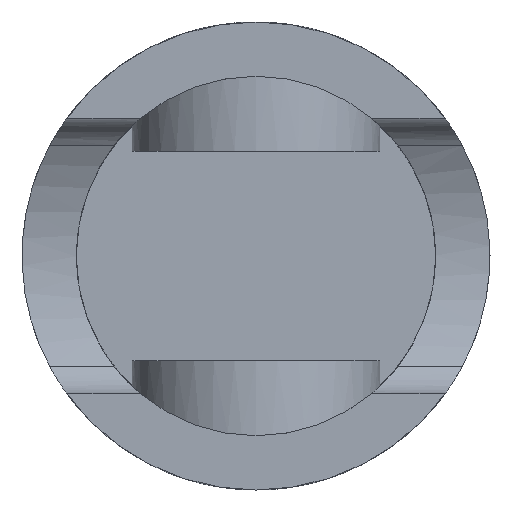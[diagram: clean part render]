
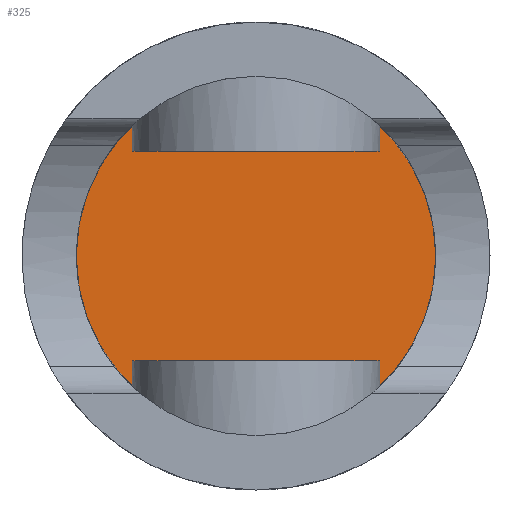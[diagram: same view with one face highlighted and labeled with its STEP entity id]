
A CAD part, front view. The second image highlights one B-rep face of the part: STEP entity #325.
In plain terms, the highlighted planar face has unit normal (0, -1, 0).
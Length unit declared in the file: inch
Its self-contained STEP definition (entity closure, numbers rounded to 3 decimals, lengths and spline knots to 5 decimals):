
#43 = EDGE_CURVE ( 'NONE', #108, #425, #901, .T. ) ;
#108 = VERTEX_POINT ( 'NONE', #2026 ) ;
#148 = ORIENTED_EDGE ( 'NONE', *, *, #1091, .T. ) ;
#236 = CARTESIAN_POINT ( 'NONE',  ( 0., 3.34646, 1.28509 ) ) ;
#237 = AXIS2_PLACEMENT_3D ( 'NONE', #1426, #310, #1785 ) ;
#310 = DIRECTION ( 'NONE',  ( 0., -1., 0. ) ) ;
#325 = ADVANCED_FACE ( 'NONE', ( #699 ), #548, .T. ) ;
#425 = VERTEX_POINT ( 'NONE', #236 ) ;
#548 = PLANE ( 'NONE',  #1842 ) ;
#598 = ORIENTED_EDGE ( 'NONE', *, *, #43, .T. ) ;
#641 = EDGE_LOOP ( 'NONE', ( #598, #148 ) ) ;
#699 = FACE_OUTER_BOUND ( 'NONE', #641, .T. ) ;
#901 = CIRCLE ( 'NONE', #1211, 1.28509 ) ;
#1091 = EDGE_CURVE ( 'NONE', #425, #108, #1423, .T. ) ;
#1211 = AXIS2_PLACEMENT_3D ( 'NONE', #1318, #1806, #1648 ) ;
#1318 = CARTESIAN_POINT ( 'NONE',  ( 0., 3.34646, 0. ) ) ;
#1423 = CIRCLE ( 'NONE', #237, 1.28509 ) ;
#1426 = CARTESIAN_POINT ( 'NONE',  ( 0., 3.34646, 0. ) ) ;
#1445 = DIRECTION ( 'NONE',  ( 0., 0., -1. ) ) ;
#1638 = CARTESIAN_POINT ( 'NONE',  ( 0., 3.34646, 0. ) ) ;
#1648 = DIRECTION ( 'NONE',  ( 0., 0., -1. ) ) ;
#1750 = DIRECTION ( 'NONE',  ( 0., -1., 0. ) ) ;
#1785 = DIRECTION ( 'NONE',  ( 0., 0., -1. ) ) ;
#1806 = DIRECTION ( 'NONE',  ( 0., -1., 0. ) ) ;
#1842 = AXIS2_PLACEMENT_3D ( 'NONE', #1638, #1750, #1445 ) ;
#2026 = CARTESIAN_POINT ( 'NONE',  ( 0., 3.34646, -1.28509 ) ) ;
